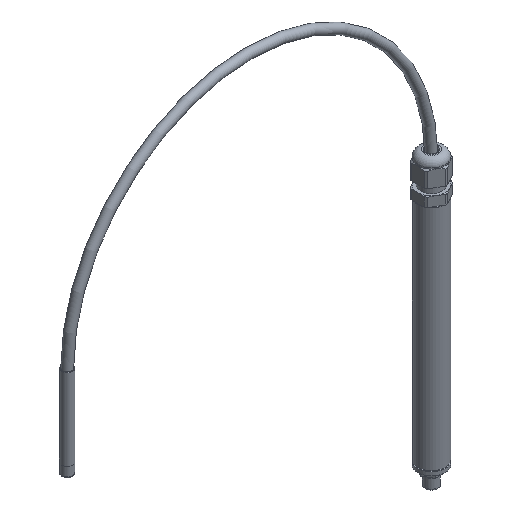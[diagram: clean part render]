
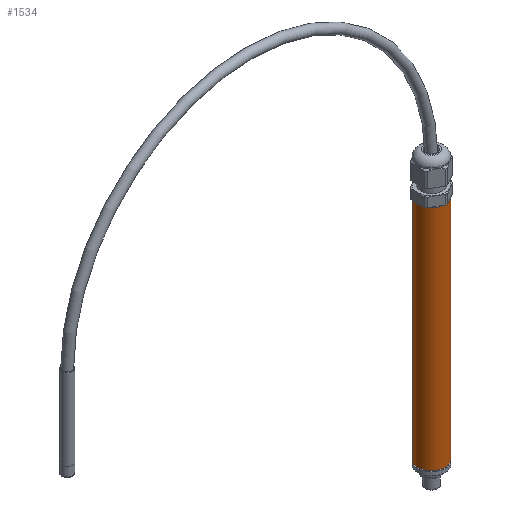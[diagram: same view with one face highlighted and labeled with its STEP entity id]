
A CAD part, isometric view. The second image highlights one B-rep face of the part: STEP entity #1534.
In plain terms, the highlighted cylindrical face has radius 7.5 mm (diameter 15 mm), a full revolution.
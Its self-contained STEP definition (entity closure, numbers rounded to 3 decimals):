
#137=LINE('',#2701,#215);
#215=VECTOR('',#2084,7.5);
#275=CYLINDRICAL_SURFACE('',#1743,7.5);
#368=FACE_OUTER_BOUND('',#485,.T.);
#485=EDGE_LOOP('',(#1156,#1157,#1158,#1159));
#599=CIRCLE('',#1739,7.5);
#602=CIRCLE('',#1744,7.5);
#717=VERTEX_POINT('',#2691);
#720=VERTEX_POINT('',#2700);
#874=EDGE_CURVE('',#717,#717,#599,.T.);
#878=EDGE_CURVE('',#717,#720,#137,.T.);
#879=EDGE_CURVE('',#720,#720,#602,.T.);
#1156=ORIENTED_EDGE('',*,*,#874,.F.);
#1157=ORIENTED_EDGE('',*,*,#878,.T.);
#1158=ORIENTED_EDGE('',*,*,#879,.T.);
#1159=ORIENTED_EDGE('',*,*,#878,.F.);
#1534=ADVANCED_FACE('',(#368),#275,.T.);
#1739=AXIS2_PLACEMENT_3D('',#2692,#2073,#2074);
#1743=AXIS2_PLACEMENT_3D('',#2699,#2082,#2083);
#1744=AXIS2_PLACEMENT_3D('',#2702,#2085,#2086);
#2073=DIRECTION('center_axis',(0.,0.,1.));
#2074=DIRECTION('ref_axis',(1.,0.,0.));
#2082=DIRECTION('center_axis',(0.,0.,1.));
#2083=DIRECTION('ref_axis',(1.,0.,0.));
#2084=DIRECTION('',(0.,0.,-1.));
#2085=DIRECTION('center_axis',(0.,0.,1.));
#2086=DIRECTION('ref_axis',(1.,0.,0.));
#2691=CARTESIAN_POINT('',(-7.5,0.,125.));
#2692=CARTESIAN_POINT('Origin',(0.,0.,125.));
#2699=CARTESIAN_POINT('Origin',(0.,0.,0.));
#2700=CARTESIAN_POINT('',(-7.5,0.,0.));
#2701=CARTESIAN_POINT('',(-7.5,0.,0.));
#2702=CARTESIAN_POINT('Origin',(0.,0.,0.));
